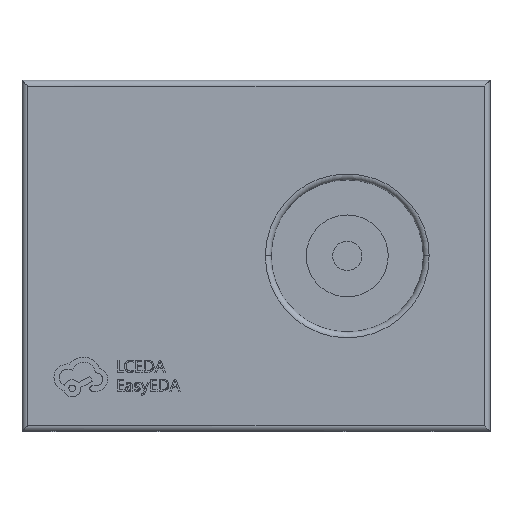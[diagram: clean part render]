
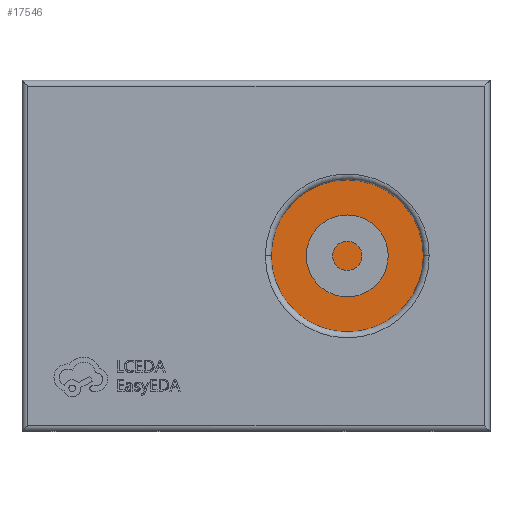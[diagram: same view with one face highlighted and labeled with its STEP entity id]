
A CAD part, top view. The second image highlights one B-rep face of the part: STEP entity #17546.
In plain terms, the highlighted planar face has unit normal (0, 0, 1).
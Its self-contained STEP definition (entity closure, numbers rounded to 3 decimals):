
#988 = ORIENTED_EDGE ( 'NONE', *, *, #16821, .T. ) ;
#2269 = CARTESIAN_POINT ( 'NONE',  ( 1.43, 0., 0.7 ) ) ;
#2725 = VERTEX_POINT ( 'NONE', #2269 ) ;
#2875 = DIRECTION ( 'NONE',  ( 0., 0., 1. ) ) ;
#3143 = CARTESIAN_POINT ( 'NONE',  ( 0.78, 0., 0.7 ) ) ;
#3621 = FACE_OUTER_BOUND ( 'NONE', #10786, .T. ) ;
#4085 = CIRCLE ( 'NONE', #17334, 0.65 ) ;
#4536 = DIRECTION ( 'NONE',  ( 1., 0., 0. ) ) ;
#5180 = DIRECTION ( 'NONE',  ( 1., 0., 0. ) ) ;
#7242 = DIRECTION ( 'NONE',  ( 0., 0., 1. ) ) ;
#8275 = VERTEX_POINT ( 'NONE', #17333 ) ;
#9274 = PLANE ( 'NONE',  #12662 ) ;
#9824 = CARTESIAN_POINT ( 'NONE',  ( 0.78, 0., 0.7 ) ) ;
#10111 = CARTESIAN_POINT ( 'NONE',  ( 0.78, 0., 0.7 ) ) ;
#10477 = AXIS2_PLACEMENT_3D ( 'NONE', #3143, #2875, #18195 ) ;
#10786 = EDGE_LOOP ( 'NONE', ( #988, #13980 ) ) ;
#12662 = AXIS2_PLACEMENT_3D ( 'NONE', #9824, #17948, #5180 ) ;
#13980 = ORIENTED_EDGE ( 'NONE', *, *, #17345, .T. ) ;
#16821 = EDGE_CURVE ( 'NONE', #2725, #8275, #16994, .T. ) ;
#16994 = CIRCLE ( 'NONE', #10477, 0.65 ) ;
#17333 = CARTESIAN_POINT ( 'NONE',  ( 0.13, 0., 0.7 ) ) ;
#17334 = AXIS2_PLACEMENT_3D ( 'NONE', #10111, #7242, #4536 ) ;
#17345 = EDGE_CURVE ( 'NONE', #8275, #2725, #4085, .T. ) ;
#17546 = ADVANCED_FACE ( 'NONE', ( #3621 ), #9274, .T. ) ;
#17948 = DIRECTION ( 'NONE',  ( 0., 0., 1. ) ) ;
#18195 = DIRECTION ( 'NONE',  ( 1., 0., 0. ) ) ;
